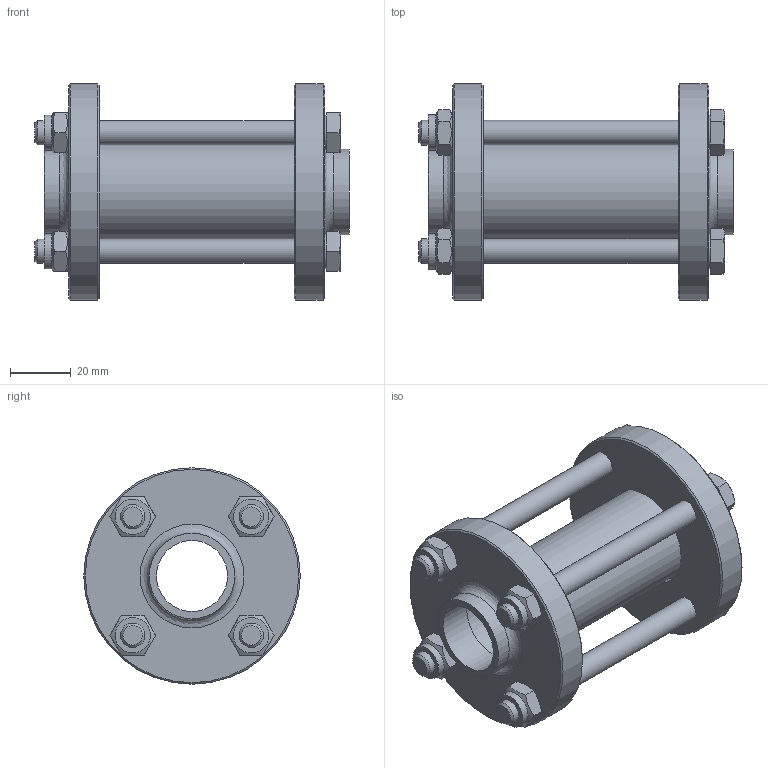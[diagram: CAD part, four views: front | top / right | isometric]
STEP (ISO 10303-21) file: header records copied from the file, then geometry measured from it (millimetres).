
FILE_DESCRIPTION((''),'2;1');
FILE_NAME('61301100X200.stp','2010-10-29T11:24:20',('Creator'),(''),'Autodesk Inventor 2010','Autodesk Inventor 2010','');
FILE_SCHEMA(('AUTOMOTIVE_DESIGN { 1 0 10303 214 1 1 1 1 }'));
Length unit declared in the file: millimetre
Products named in the file (1): 61301100X200
Bounding box: 103 x 71 x 71 mm (x, y, z)
Volume: 109465.4 mm3; surface area: 47837.8 mm2
Topology: 1 solids, 1 shells, 166 faces, 362 edges, 230 vertices
Faces by surface type: plane 82, cone 44, cylinder 38, bspline 2
Full cylindrical faces by diameter (mm): 7.323 x4, 8 x8, 8.5 x8, 11.4 x4, 11.6 x4, 23.3 x2, 26 x1, 28 x2, 32 x1, 33.5 x2, 71 x2
Entity records: 4077 total; most frequent: CARTESIAN_POINT 939, DIRECTION 630, ORIENTED_EDGE 564, EDGE_CURVE 282, AXIS2_PLACEMENT_3D 279, EDGE_LOOP 268, VERTEX_POINT 210, FACE_OUTER_BOUND 166
